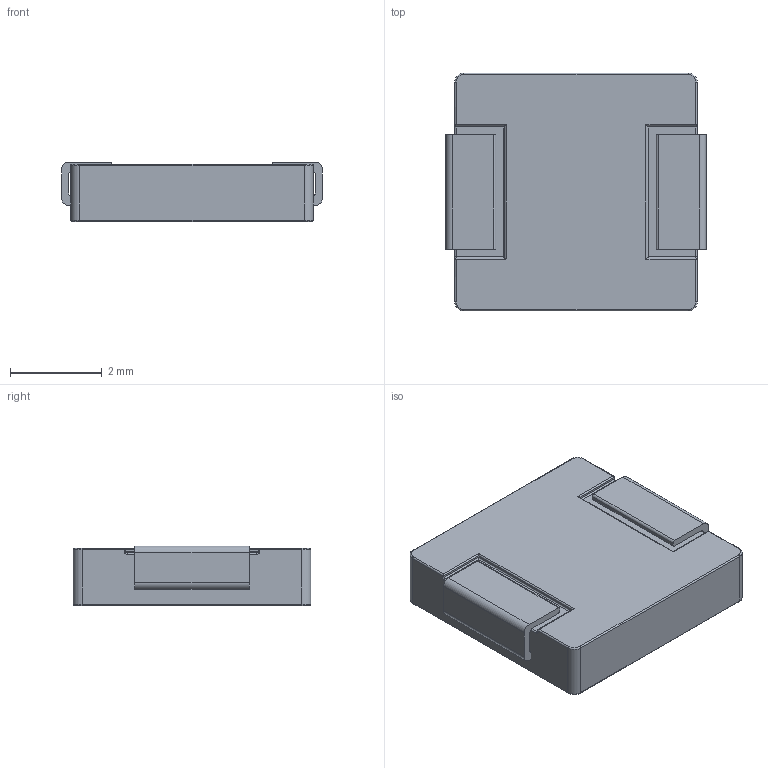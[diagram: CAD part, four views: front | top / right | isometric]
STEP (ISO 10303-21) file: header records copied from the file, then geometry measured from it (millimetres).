
FILE_DESCRIPTION(/* description */ ('Unknown'),/* implementation_level */ '2;1');
FILE_NAME(/* name */ 'TMPC0515',/* time_stamp */ '2018-01-18T14:11:05+08:00',/* author */ ('Unknown'),/* organization */ ('Unknown'),/* preprocessor_version */ 'ST-DEVELOPER v16.7',/* originating_system */ 'DEX',/* authorisation */ $);
FILE_SCHEMA (('AUTOMOTIVE_DESIGN {1 0 10303 214 3 1 1}'));
Length unit declared in the file: centimetre
Products named in the file (1): TMPC0515
Bounding box: 5.7 x 5.2 x 1.31 mm (x, y, z)
Volume: 38.5 mm3; surface area: 170.4 mm2
Topology: 2 solids, 2 shells, 284 faces, 775 edges, 498 vertices
Faces by surface type: plane 126, bspline 80, cylinder 62, torus 16
Entity records: 14080 total; most frequent: CARTESIAN_POINT 5672, ORIENTED_EDGE 1482, DIRECTION 1097, EDGE_CURVE 741, VERTEX_POINT 484, LINE 399, VECTOR 399, AXIS2_PLACEMENT_3D 349
